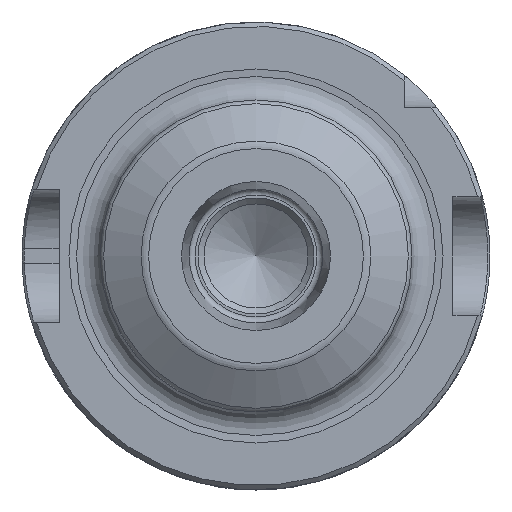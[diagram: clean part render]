
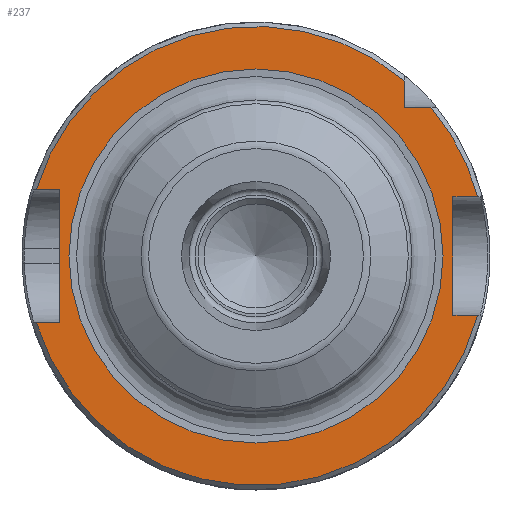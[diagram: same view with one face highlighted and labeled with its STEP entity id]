
A CAD part, left-side view. The second image highlights one B-rep face of the part: STEP entity #237.
In plain terms, the highlighted planar face has unit normal (-1, 0, 0).
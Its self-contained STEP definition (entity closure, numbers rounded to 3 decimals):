
#237=ADVANCED_FACE('',(#370,#371),#335,.F.);
#335=PLANE('',#1570);
#370=FACE_BOUND('',#447,.T.);
#371=FACE_BOUND('',#448,.T.);
#447=EDGE_LOOP('',(#656,#657,#658,#659,#660,#661,#662,#663,#664,#665,#666));
#448=EDGE_LOOP('',(#667));
#582=CIRCLE('',#1566,30.9);
#583=CIRCLE('',#1567,30.9);
#584=CIRCLE('',#1568,30.9);
#585=CIRCLE('',#1569,25.174);
#656=ORIENTED_EDGE('',*,*,#1223,.F.);
#657=ORIENTED_EDGE('',*,*,#1224,.T.);
#658=ORIENTED_EDGE('',*,*,#1225,.F.);
#659=ORIENTED_EDGE('',*,*,#1226,.F.);
#660=ORIENTED_EDGE('',*,*,#1227,.F.);
#661=ORIENTED_EDGE('',*,*,#1228,.T.);
#662=ORIENTED_EDGE('',*,*,#1229,.F.);
#663=ORIENTED_EDGE('',*,*,#1230,.F.);
#664=ORIENTED_EDGE('',*,*,#1231,.F.);
#665=ORIENTED_EDGE('',*,*,#1232,.T.);
#666=ORIENTED_EDGE('',*,*,#1233,.F.);
#667=ORIENTED_EDGE('',*,*,#1234,.F.);
#1072=VERTEX_POINT('',#2142);
#1073=VERTEX_POINT('',#2143);
#1074=VERTEX_POINT('',#2145);
#1075=VERTEX_POINT('',#2147);
#1076=VERTEX_POINT('',#2149);
#1077=VERTEX_POINT('',#2151);
#1078=VERTEX_POINT('',#2153);
#1079=VERTEX_POINT('',#2155);
#1080=VERTEX_POINT('',#2157);
#1081=VERTEX_POINT('',#2159);
#1082=VERTEX_POINT('',#2161);
#1083=VERTEX_POINT('',#2164);
#1223=EDGE_CURVE('',#1072,#1073,#1431,.T.);
#1224=EDGE_CURVE('',#1072,#1074,#582,.T.);
#1225=EDGE_CURVE('',#1075,#1074,#1432,.T.);
#1226=EDGE_CURVE('',#1076,#1075,#1433,.T.);
#1227=EDGE_CURVE('',#1077,#1076,#1434,.T.);
#1228=EDGE_CURVE('',#1077,#1078,#583,.T.);
#1229=EDGE_CURVE('',#1079,#1078,#1435,.T.);
#1230=EDGE_CURVE('',#1080,#1079,#1436,.T.);
#1231=EDGE_CURVE('',#1081,#1080,#1437,.T.);
#1232=EDGE_CURVE('',#1081,#1082,#584,.T.);
#1233=EDGE_CURVE('',#1073,#1082,#1438,.T.);
#1234=EDGE_CURVE('',#1083,#1083,#585,.T.);
#1431=LINE('',#2141,#1493);
#1432=LINE('',#2146,#1494);
#1433=LINE('',#2148,#1495);
#1434=LINE('',#2150,#1496);
#1435=LINE('',#2154,#1497);
#1436=LINE('',#2156,#1498);
#1437=LINE('',#2158,#1499);
#1438=LINE('',#2162,#1500);
#1493=VECTOR('',#1739,1.);
#1494=VECTOR('',#1742,1.);
#1495=VECTOR('',#1743,1.);
#1496=VECTOR('',#1744,1.);
#1497=VECTOR('',#1747,1.);
#1498=VECTOR('',#1748,1.);
#1499=VECTOR('',#1749,1.);
#1500=VECTOR('',#1752,1.);
#1566=AXIS2_PLACEMENT_3D('',#2144,#1740,#1741);
#1567=AXIS2_PLACEMENT_3D('',#2152,#1745,#1746);
#1568=AXIS2_PLACEMENT_3D('',#2160,#1750,#1751);
#1569=AXIS2_PLACEMENT_3D('',#2163,#1753,#1754);
#1570=AXIS2_PLACEMENT_3D('',#2165,#1755,#1756);
#1739=DIRECTION('',(0.,0.,-1.));
#1740=DIRECTION('',(-1.,0.,0.));
#1741=DIRECTION('',(0.,0.,-1.));
#1742=DIRECTION('',(0.,1.,0.));
#1743=DIRECTION('',(0.,0.,1.));
#1744=DIRECTION('',(0.,-1.,0.));
#1745=DIRECTION('',(-1.,0.,0.));
#1746=DIRECTION('',(0.,0.,-1.));
#1747=DIRECTION('',(0.,-1.,0.));
#1748=DIRECTION('',(0.,0.,-1.));
#1749=DIRECTION('',(0.,1.,0.));
#1750=DIRECTION('',(-1.,0.,0.));
#1751=DIRECTION('',(0.,0.,-1.));
#1752=DIRECTION('',(0.,-1.,0.));
#1753=DIRECTION('',(-1.,0.,0.));
#1754=DIRECTION('',(0.,0.,1.));
#1755=DIRECTION('',(1.,0.,0.));
#1756=DIRECTION('',(0.,0.,-1.));
#2141=CARTESIAN_POINT('',(62.,-20.,28.));
#2142=CARTESIAN_POINT('',(62.,-20.,23.554));
#2143=CARTESIAN_POINT('',(62.,-20.,20.));
#2144=CARTESIAN_POINT('',(62.,0.,0.));
#2145=CARTESIAN_POINT('',(62.,29.56,9.));
#2146=CARTESIAN_POINT('',(62.,35.75,9.));
#2147=CARTESIAN_POINT('',(62.,26.5,9.));
#2148=CARTESIAN_POINT('',(62.,26.5,-1.));
#2149=CARTESIAN_POINT('',(62.,26.5,-9.));
#2150=CARTESIAN_POINT('',(62.,35.75,-9.));
#2151=CARTESIAN_POINT('',(62.,29.56,-9.));
#2152=CARTESIAN_POINT('',(62.,0.,0.));
#2153=CARTESIAN_POINT('',(62.,-29.846,-8.));
#2154=CARTESIAN_POINT('',(62.,-35.75,-8.));
#2155=CARTESIAN_POINT('',(62.,-26.5,-8.));
#2156=CARTESIAN_POINT('',(62.,-26.5,0.));
#2157=CARTESIAN_POINT('',(62.,-26.5,8.));
#2158=CARTESIAN_POINT('',(62.,-35.75,8.));
#2159=CARTESIAN_POINT('',(62.,-29.846,8.));
#2160=CARTESIAN_POINT('',(62.,0.,0.));
#2161=CARTESIAN_POINT('',(62.,-23.554,20.));
#2162=CARTESIAN_POINT('',(62.,-35.75,20.));
#2163=CARTESIAN_POINT('',(62.,0.,0.));
#2164=CARTESIAN_POINT('',(62.,0.,25.174));
#2165=CARTESIAN_POINT('',(62.,0.,27.55));
